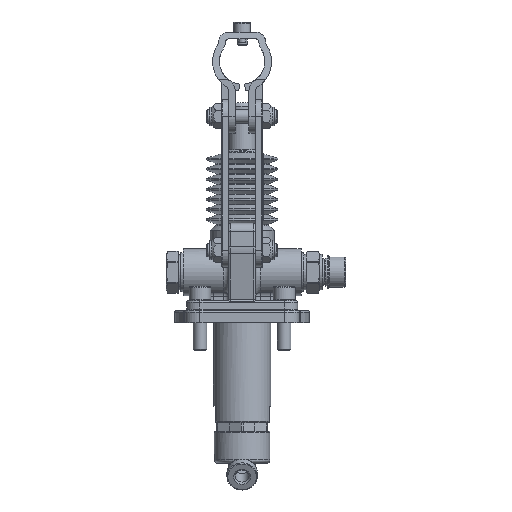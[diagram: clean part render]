
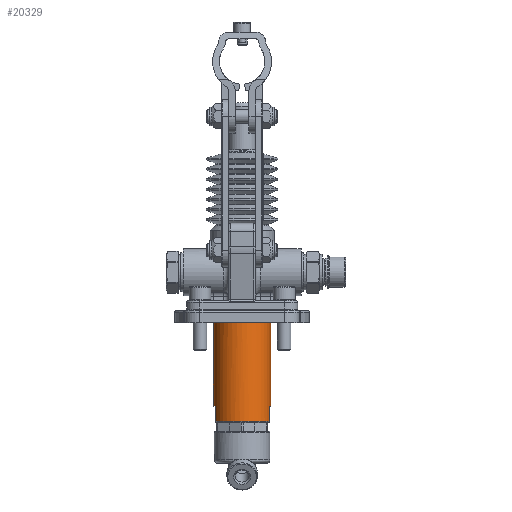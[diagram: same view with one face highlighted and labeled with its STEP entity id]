
A CAD part, left-side view. The second image highlights one B-rep face of the part: STEP entity #20329.
In plain terms, the highlighted cylindrical face has radius 17 mm (diameter 34 mm), a full revolution.
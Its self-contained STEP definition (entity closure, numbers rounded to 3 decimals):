
#20243=CARTESIAN_POINT('',(59.,34.,-60.5));
#20244=DIRECTION('',(0.,0.0,1.0));
#20245=DIRECTION('',(-1.0,0.0,0.0));
#20246=AXIS2_PLACEMENT_3D('',#20243,#20244,#20245);
#20247=CYLINDRICAL_SURFACE('',#20246,17.0);
#20248=CARTESIAN_POINT('',(53.255,50.0,-50.5));
#20249=VERTEX_POINT('',#20248);
#20250=CARTESIAN_POINT('',(53.255,50.0,-59.5));
#20251=VERTEX_POINT('',#20250);
#20252=CARTESIAN_POINT('',(53.255,50.0,-50.5));
#20253=DIRECTION('',(0.0,0.0,-1.0));
#20254=VECTOR('',#20253,9.0);
#20255=LINE('',#20252,#20254);
#20256=EDGE_CURVE('',#20249,#20251,#20255,.T.);
#20257=ORIENTED_EDGE('',*,*,#20256,.T.);
#20258=CARTESIAN_POINT('',(53.255,18.,-59.5));
#20259=VERTEX_POINT('',#20258);
#20260=CARTESIAN_POINT('',(59.,34.,-59.5));
#20261=DIRECTION('',(0.0,0.0,-1.0));
#20262=DIRECTION('',(-1.0,0.0,0.0));
#20263=AXIS2_PLACEMENT_3D('',#20260,#20261,#20262);
#20264=CIRCLE('',#20263,17.0);
#20265=EDGE_CURVE('',#20259,#20251,#20264,.T.);
#20266=ORIENTED_EDGE('',*,*,#20265,.F.);
#20267=CARTESIAN_POINT('',(53.255,18.,-50.5));
#20268=VERTEX_POINT('',#20267);
#20269=CARTESIAN_POINT('',(53.255,18.,-59.5));
#20270=DIRECTION('',(0.0,0.0,1.0));
#20271=VECTOR('',#20270,9.0);
#20272=LINE('',#20269,#20271);
#20273=EDGE_CURVE('',#20259,#20268,#20272,.T.);
#20274=ORIENTED_EDGE('',*,*,#20273,.T.);
#20275=CARTESIAN_POINT('',(64.745,18.,-50.5));
#20276=VERTEX_POINT('',#20275);
#20277=CARTESIAN_POINT('',(59.,34.,-50.5));
#20278=DIRECTION('',(0.0,0.0,1.0));
#20279=DIRECTION('',(-1.0,0.0,0.0));
#20280=AXIS2_PLACEMENT_3D('',#20277,#20278,#20279);
#20281=CIRCLE('',#20280,17.0);
#20282=EDGE_CURVE('',#20268,#20276,#20281,.T.);
#20283=ORIENTED_EDGE('',*,*,#20282,.T.);
#20284=CARTESIAN_POINT('',(64.745,18.,-59.5));
#20285=VERTEX_POINT('',#20284);
#20286=CARTESIAN_POINT('',(64.745,18.,-50.5));
#20287=DIRECTION('',(0.0,0.0,-1.0));
#20288=VECTOR('',#20287,9.0);
#20289=LINE('',#20286,#20288);
#20290=EDGE_CURVE('',#20276,#20285,#20289,.T.);
#20291=ORIENTED_EDGE('',*,*,#20290,.T.);
#20292=CARTESIAN_POINT('',(64.745,50.0,-59.5));
#20293=VERTEX_POINT('',#20292);
#20294=CARTESIAN_POINT('',(59.,34.,-59.5));
#20295=DIRECTION('',(0.0,0.0,-1.0));
#20296=DIRECTION('',(-1.0,0.0,0.0));
#20297=AXIS2_PLACEMENT_3D('',#20294,#20295,#20296);
#20298=CIRCLE('',#20297,17.0);
#20299=EDGE_CURVE('',#20293,#20285,#20298,.T.);
#20300=ORIENTED_EDGE('',*,*,#20299,.F.);
#20301=CARTESIAN_POINT('',(64.745,50.0,-50.5));
#20302=VERTEX_POINT('',#20301);
#20303=CARTESIAN_POINT('',(64.745,50.0,-59.5));
#20304=DIRECTION('',(0.0,0.0,1.0));
#20305=VECTOR('',#20304,9.0);
#20306=LINE('',#20303,#20305);
#20307=EDGE_CURVE('',#20293,#20302,#20306,.T.);
#20308=ORIENTED_EDGE('',*,*,#20307,.T.);
#20309=CARTESIAN_POINT('',(59.,34.,-50.5));
#20310=DIRECTION('',(0.0,0.0,1.0));
#20311=DIRECTION('',(-1.0,0.0,0.0));
#20312=AXIS2_PLACEMENT_3D('',#20309,#20310,#20311);
#20313=CIRCLE('',#20312,17.0);
#20314=EDGE_CURVE('',#20302,#20249,#20313,.T.);
#20315=ORIENTED_EDGE('',*,*,#20314,.T.);
#20316=EDGE_LOOP('',(#20257,#20266,#20274,#20283,#20291,#20300,#20308,#20315));
#20317=FACE_OUTER_BOUND('',#20316,.T.);
#20318=CARTESIAN_POINT('',(76.0,34.,1.25));
#20319=VERTEX_POINT('',#20318);
#20320=CARTESIAN_POINT('',(59.,34.,1.25));
#20321=DIRECTION('',(0.0,0.0,1.0));
#20322=DIRECTION('',(-1.0,0.0,0.0));
#20323=AXIS2_PLACEMENT_3D('',#20320,#20321,#20322);
#20324=CIRCLE('',#20323,17.0);
#20325=EDGE_CURVE('',#20319,#20319,#20324,.T.);
#20326=ORIENTED_EDGE('',*,*,#20325,.F.);
#20327=EDGE_LOOP('',(#20326));
#20328=FACE_BOUND('',#20327,.T.);
#20329=ADVANCED_FACE('',(#20317,#20328),#20247,.T.);
